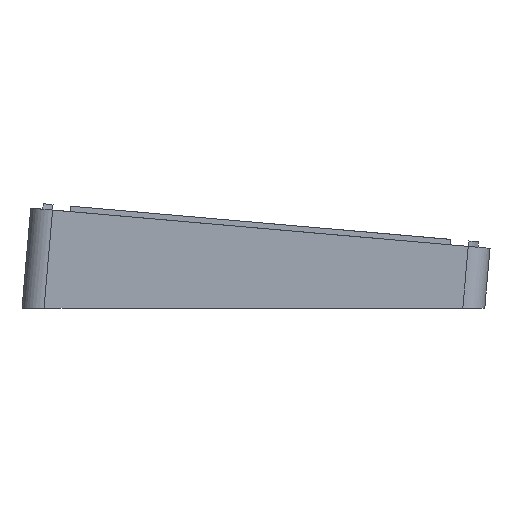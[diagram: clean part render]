
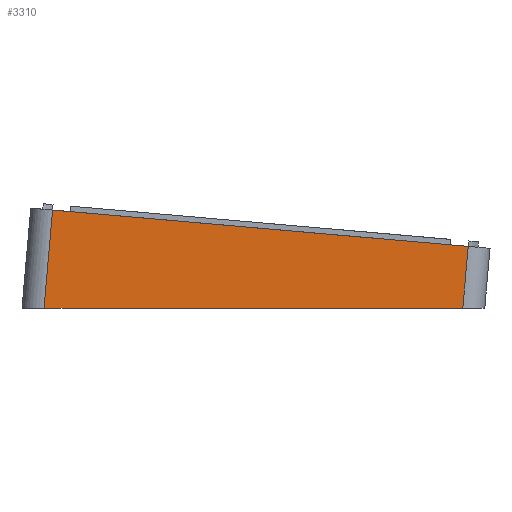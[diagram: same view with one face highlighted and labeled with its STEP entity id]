
A CAD part, left-side view. The second image highlights one B-rep face of the part: STEP entity #3310.
In plain terms, the highlighted planar face has unit normal (-1, 0, 0).
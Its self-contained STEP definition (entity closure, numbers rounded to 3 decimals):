
#529=FACE_OUTER_BOUND('',#748,.T.);
#748=EDGE_LOOP('',(#2882,#2883,#2884,#2885));
#990=LINE('',#5651,#1259);
#1037=LINE('',#6450,#1306);
#1038=LINE('',#6453,#1307);
#1039=LINE('',#6454,#1308);
#1259=VECTOR('',#4381,10.);
#1306=VECTOR('',#4530,10.);
#1307=VECTOR('',#4533,10.);
#1308=VECTOR('',#4534,10.);
#1570=VERTEX_POINT('',#5648);
#1571=VERTEX_POINT('',#5650);
#1615=VERTEX_POINT('',#6448);
#1616=VERTEX_POINT('',#6452);
#1980=EDGE_CURVE('',#1571,#1570,#990,.T.);
#2062=EDGE_CURVE('',#1615,#1570,#1037,.T.);
#2063=EDGE_CURVE('',#1571,#1616,#1038,.T.);
#2064=EDGE_CURVE('',#1615,#1616,#1039,.T.);
#2882=ORIENTED_EDGE('',*,*,#2063,.F.);
#2883=ORIENTED_EDGE('',*,*,#1980,.T.);
#2884=ORIENTED_EDGE('',*,*,#2062,.F.);
#2885=ORIENTED_EDGE('',*,*,#2064,.T.);
#3135=PLANE('',#3637);
#3310=ADVANCED_FACE('',(#529),#3135,.T.);
#3637=AXIS2_PLACEMENT_3D('',#6451,#4531,#4532);
#4381=DIRECTION('',(0.,-1.,0.));
#4530=DIRECTION('',(0.,0.087,-0.996));
#4531=DIRECTION('center_axis',(-1.,0.,0.));
#4532=DIRECTION('ref_axis',(0.,0.996,0.087));
#4533=DIRECTION('',(0.,-0.087,0.996));
#4534=DIRECTION('',(0.,0.996,0.087));
#5648=CARTESIAN_POINT('',(-3.975,-99.411,-2.986));
#5650=CARTESIAN_POINT('',(-3.975,-22.85,-2.986));
#5651=CARTESIAN_POINT('',(-3.975,-103.949,-2.986));
#6448=CARTESIAN_POINT('',(-3.975,-100.4,8.321));
#6450=CARTESIAN_POINT('',(-3.975,-100.487,9.317));
#6451=CARTESIAN_POINT('Origin',(-3.975,-104.472,8.968));
#6452=CARTESIAN_POINT('',(-3.975,-24.421,14.968));
#6453=CARTESIAN_POINT('',(-3.975,-24.508,15.964));
#6454=CARTESIAN_POINT('',(-3.975,-83.398,9.808));
